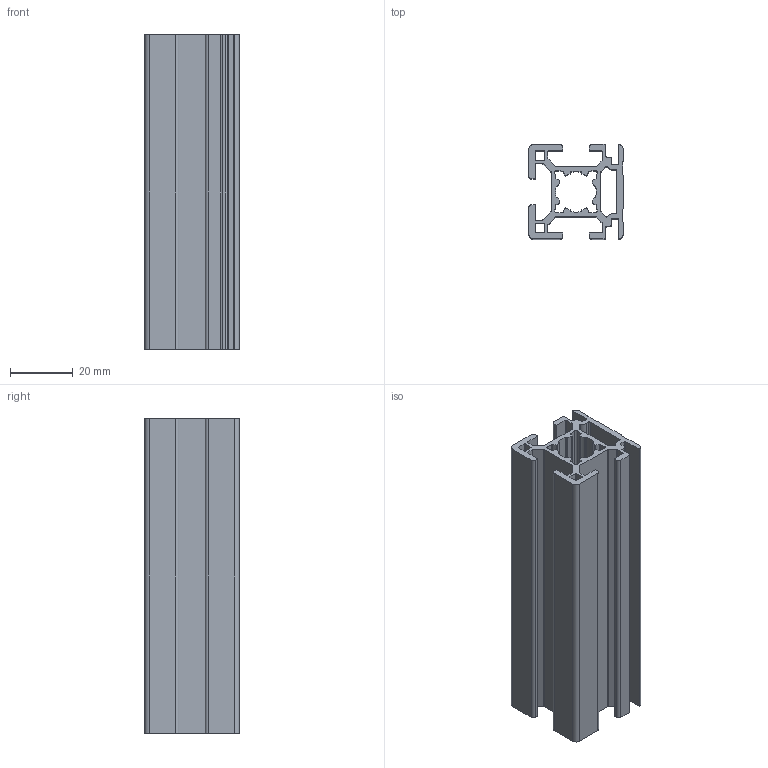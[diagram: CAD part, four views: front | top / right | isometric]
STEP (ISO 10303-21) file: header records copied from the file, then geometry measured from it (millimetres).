
FILE_DESCRIPTION (( 'STEP AP203' ), '1' );
FILE_NAME ('Perfil 30x30 Face encl. 100mm.STEP', '2015-12-11T17:07:23', ( '' ), ( '' ), 'SwSTEP 2.0', 'SolidWorks 2014', '' );
FILE_SCHEMA (( 'CONFIG_CONTROL_DESIGN' ));
Length unit declared in the file: millimetre
Products named in the file (1): Perfil 30x30 Face encl.      100mm
Bounding box: 30 x 30 x 100 mm (x, y, z)
Volume: 30665.2 mm3; surface area: 35993.1 mm2
Topology: 1 solids, 1 shells, 205 faces, 609 edges, 406 vertices
Faces by surface type: cylinder 113, plane 92
Entity records: 7042 total; most frequent: DIRECTION 1247, CARTESIAN_POINT 1221, ORIENTED_EDGE 1218, EDGE_CURVE 609, AXIS2_PLACEMENT_3D 432, VERTEX_POINT 406, VECTOR 383, LINE 383
